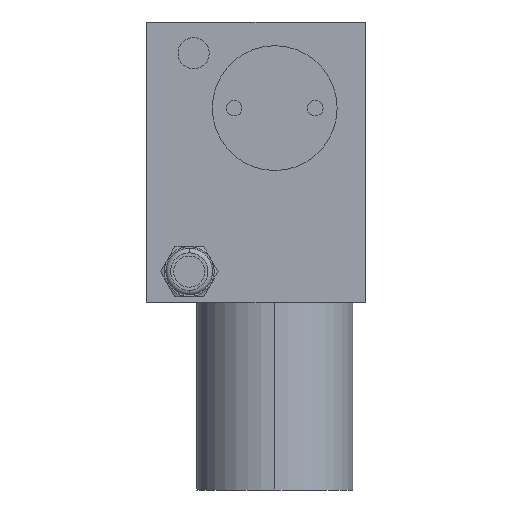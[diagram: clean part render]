
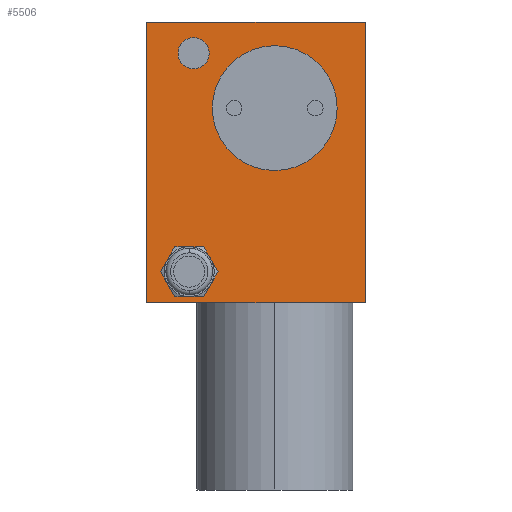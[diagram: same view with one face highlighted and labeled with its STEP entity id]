
A CAD part, left-side view. The second image highlights one B-rep face of the part: STEP entity #5506.
In plain terms, the highlighted planar face has unit normal (-1, 0, 0).
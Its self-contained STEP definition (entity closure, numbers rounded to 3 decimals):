
#17=DIRECTION('',(0.,-1.,0.));
#18=VECTOR('',#17,35.);
#19=CARTESIAN_POINT('',(0.,35.,0.));
#20=LINE('',#19,#18);
#675=DIRECTION('',(0.,0.,1.));
#676=VECTOR('',#675,45.);
#677=CARTESIAN_POINT('',(0.,35.,-45.));
#678=LINE('',#677,#676);
#719=DIRECTION('',(0.,-1.,0.));
#720=VECTOR('',#719,35.);
#721=CARTESIAN_POINT('',(0.,35.,-45.));
#722=LINE('',#721,#720);
#723=DIRECTION('',(0.,0.,1.));
#724=VECTOR('',#723,45.);
#725=CARTESIAN_POINT('',(0.,0.,-45.));
#726=LINE('',#725,#724);
#727=CARTESIAN_POINT('',(0.,14.5,-13.8));
#728=DIRECTION('',(1.,0.,0.));
#729=DIRECTION('',(0.,0.,-1.));
#730=AXIS2_PLACEMENT_3D('',#727,#728,#729);
#732=CARTESIAN_POINT('',(0.,14.5,-13.8));
#733=DIRECTION('',(1.,0.,0.));
#734=DIRECTION('',(0.,0.,1.));
#735=AXIS2_PLACEMENT_3D('',#732,#733,#734);
#737=CARTESIAN_POINT('',(0.,27.5,-5.));
#738=DIRECTION('',(1.,0.,0.));
#739=DIRECTION('',(0.,0.,-1.));
#740=AXIS2_PLACEMENT_3D('',#737,#738,#739);
#742=CARTESIAN_POINT('',(0.,27.5,-5.));
#743=DIRECTION('',(1.,0.,0.));
#744=DIRECTION('',(0.,0.,1.));
#745=AXIS2_PLACEMENT_3D('',#742,#743,#744);
#747=CARTESIAN_POINT('',(0.,28.2,-40.));
#748=DIRECTION('',(-1.,0.,0.));
#749=DIRECTION('',(0.,-0.866,0.5));
#750=AXIS2_PLACEMENT_3D('',#747,#748,#749);
#752=CARTESIAN_POINT('',(0.,28.2,-40.));
#753=DIRECTION('',(-1.,0.,0.));
#754=DIRECTION('',(0.,0.,1.));
#755=AXIS2_PLACEMENT_3D('',#752,#753,#754);
#757=CARTESIAN_POINT('',(0.,28.2,-40.));
#758=DIRECTION('',(-1.,0.,0.));
#759=DIRECTION('',(0.,0.866,0.5));
#760=AXIS2_PLACEMENT_3D('',#757,#758,#759);
#762=CARTESIAN_POINT('',(0.,28.2,-40.));
#763=DIRECTION('',(-1.,0.,0.));
#764=DIRECTION('',(0.,0.866,-0.5));
#765=AXIS2_PLACEMENT_3D('',#762,#763,#764);
#767=CARTESIAN_POINT('',(0.,28.2,-40.));
#768=DIRECTION('',(-1.,0.,0.));
#769=DIRECTION('',(0.,0.,-1.));
#770=AXIS2_PLACEMENT_3D('',#767,#768,#769);
#772=CARTESIAN_POINT('',(0.,28.2,-40.));
#773=DIRECTION('',(-1.,0.,0.));
#774=DIRECTION('',(0.,-0.866,-0.5));
#775=AXIS2_PLACEMENT_3D('',#772,#773,#774);
#3827=CARTESIAN_POINT('',(0.,0.,-45.));
#3828=VERTEX_POINT('',#3827);
#3829=CARTESIAN_POINT('',(0.,35.,-45.));
#3830=VERTEX_POINT('',#3829);
#3843=CARTESIAN_POINT('',(0.,0.,0.));
#3844=VERTEX_POINT('',#3843);
#3849=CARTESIAN_POINT('',(0.,35.,0.));
#3850=VERTEX_POINT('',#3849);
#3851=CARTESIAN_POINT('',(0.,14.5,-23.8));
#3852=CARTESIAN_POINT('',(0.,14.5,-3.8));
#3853=VERTEX_POINT('',#3851);
#3854=VERTEX_POINT('',#3852);
#3855=CARTESIAN_POINT('',(0.,27.5,-7.5));
#3856=CARTESIAN_POINT('',(0.,27.5,-2.5));
#3857=VERTEX_POINT('',#3855);
#3858=VERTEX_POINT('',#3856);
#4881=CARTESIAN_POINT('',(0.,24.736,-38.));
#4882=CARTESIAN_POINT('',(0.,28.2,-36.));
#4883=VERTEX_POINT('',#4881);
#4884=VERTEX_POINT('',#4882);
#4885=CARTESIAN_POINT('',(0.,31.664,-42.));
#4886=CARTESIAN_POINT('',(0.,28.2,-44.));
#4887=VERTEX_POINT('',#4885);
#4888=VERTEX_POINT('',#4886);
#4889=CARTESIAN_POINT('',(0.,24.736,-42.));
#4890=VERTEX_POINT('',#4889);
#4891=CARTESIAN_POINT('',(0.,31.664,-38.));
#4892=VERTEX_POINT('',#4891);
#5468=CARTESIAN_POINT('',(0.,17.5,-22.5));
#5469=DIRECTION('',(1.,0.,0.));
#5470=DIRECTION('',(0.,-1.,0.));
#5471=AXIS2_PLACEMENT_3D('',#5468,#5469,#5470);
#5472=PLANE('',#5471);
#5473=ORIENTED_EDGE('',*,*,#5353,.F.);
#5474=ORIENTED_EDGE('',*,*,#5439,.T.);
#5475=ORIENTED_EDGE('',*,*,#4920,.T.);
#5477=ORIENTED_EDGE('',*,*,#5476,.F.);
#5478=EDGE_LOOP('',(#5473,#5474,#5475,#5477));
#5479=FACE_OUTER_BOUND('',#5478,.F.);
#5481=ORIENTED_EDGE('',*,*,#5480,.F.);
#5483=ORIENTED_EDGE('',*,*,#5482,.F.);
#5484=EDGE_LOOP('',(#5481,#5483));
#5485=FACE_BOUND('',#5484,.F.);
#5487=ORIENTED_EDGE('',*,*,#5486,.F.);
#5489=ORIENTED_EDGE('',*,*,#5488,.F.);
#5490=EDGE_LOOP('',(#5487,#5489));
#5491=FACE_BOUND('',#5490,.F.);
#5493=ORIENTED_EDGE('',*,*,#5492,.T.);
#5495=ORIENTED_EDGE('',*,*,#5494,.T.);
#5497=ORIENTED_EDGE('',*,*,#5496,.T.);
#5499=ORIENTED_EDGE('',*,*,#5498,.T.);
#5501=ORIENTED_EDGE('',*,*,#5500,.T.);
#5503=ORIENTED_EDGE('',*,*,#5502,.T.);
#5504=EDGE_LOOP('',(#5493,#5495,#5497,#5499,#5501,#5503));
#5505=FACE_BOUND('',#5504,.F.);
#5506=ADVANCED_FACE('',(#5479,#5485,#5491,#5505),#5472,.F.);
#731=CIRCLE('',#730,10.);
#736=CIRCLE('',#735,10.);
#741=CIRCLE('',#740,2.5);
#746=CIRCLE('',#745,2.5);
#751=CIRCLE('',#750,4.);
#756=CIRCLE('',#755,4.);
#761=CIRCLE('',#760,4.);
#766=CIRCLE('',#765,4.);
#771=CIRCLE('',#770,4.);
#776=CIRCLE('',#775,4.);
#4920=EDGE_CURVE('',#3850,#3844,#20,.T.);
#5353=EDGE_CURVE('',#3830,#3828,#722,.T.);
#5439=EDGE_CURVE('',#3830,#3850,#678,.T.);
#5476=EDGE_CURVE('',#3828,#3844,#726,.T.);
#5480=EDGE_CURVE('',#3853,#3854,#731,.T.);
#5482=EDGE_CURVE('',#3854,#3853,#736,.T.);
#5486=EDGE_CURVE('',#3857,#3858,#741,.T.);
#5488=EDGE_CURVE('',#3858,#3857,#746,.T.);
#5492=EDGE_CURVE('',#4883,#4884,#751,.T.);
#5494=EDGE_CURVE('',#4884,#4892,#756,.T.);
#5496=EDGE_CURVE('',#4892,#4887,#761,.T.);
#5498=EDGE_CURVE('',#4887,#4888,#766,.T.);
#5500=EDGE_CURVE('',#4888,#4890,#771,.T.);
#5502=EDGE_CURVE('',#4890,#4883,#776,.T.);
